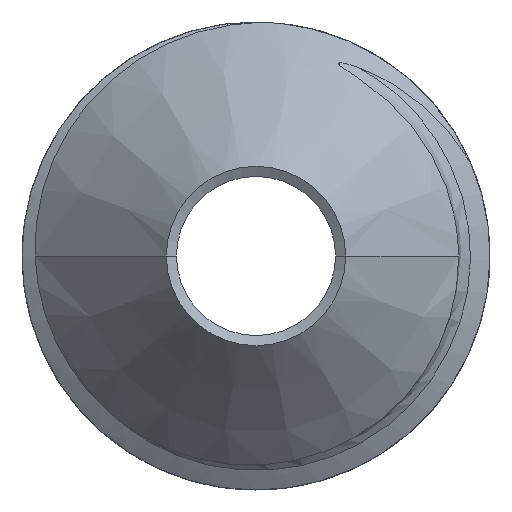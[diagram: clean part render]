
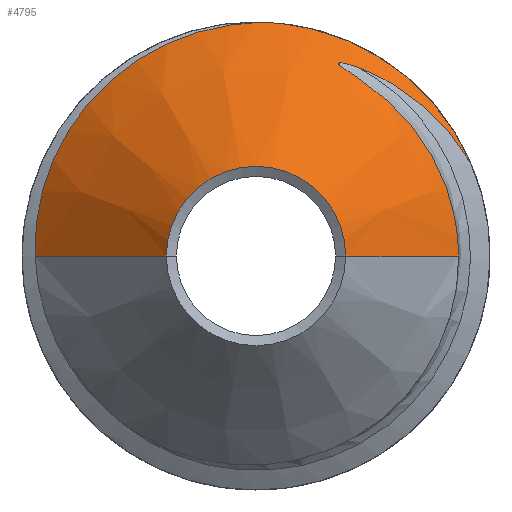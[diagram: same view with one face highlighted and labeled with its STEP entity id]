
A CAD part, left-side view. The second image highlights one B-rep face of the part: STEP entity #4795.
In plain terms, the highlighted conical face has half-angle 45 degrees and reference radius 1.038 mm.
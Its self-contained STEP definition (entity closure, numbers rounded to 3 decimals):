
#781=CARTESIAN_POINT('',(0.925,0.,0.));
#782=DIRECTION('',(1.,0.,0.));
#783=DIRECTION('',(0.,-0.094,0.996));
#784=AXIS2_PLACEMENT_3D('',#781,#782,#783);
#1877=CARTESIAN_POINT('',(0.841,1.416,0.));
#1878=CARTESIAN_POINT('',(0.844,1.419,
0.072));
#1879=CARTESIAN_POINT('',(0.849,1.413,
0.216));
#1880=CARTESIAN_POINT('',(0.856,1.37,
0.433));
#1881=CARTESIAN_POINT('',(0.864,1.295,
0.642));
#1882=CARTESIAN_POINT('',(0.872,1.189,
0.834));
#1883=CARTESIAN_POINT('',(0.879,1.057,1.007));
#1884=CARTESIAN_POINT('',(0.887,0.898,
1.161));
#1885=CARTESIAN_POINT('',(0.895,0.719,
1.288));
#1886=CARTESIAN_POINT('',(0.902,0.52,
1.388));
#1887=CARTESIAN_POINT('',(0.91,0.31,
1.458));
#1888=CARTESIAN_POINT('',(0.917,0.086,
1.496));
#1889=CARTESIAN_POINT('',(0.922,-0.065,
1.498));
#1890=CARTESIAN_POINT('',(0.925,-0.141,1.493));
#1965=DIRECTION('',(0.707,0.707,0.));
#1966=VECTOR('',#1965,1.189);
#1967=CARTESIAN_POINT('',(0.,0.575,0.));
#1968=LINE('',#1967,#1966);
#1969=DIRECTION('',(0.707,-0.707,0.));
#1970=VECTOR('',#1969,1.024);
#1971=CARTESIAN_POINT('',(0.,-0.575,0.));
#1972=LINE('',#1971,#1970);
#1973=CARTESIAN_POINT('',(0.,0.,0.));
#1974=DIRECTION('',(1.,0.,0.));
#1975=DIRECTION('',(0.,1.,0.));
#1976=AXIS2_PLACEMENT_3D('',#1973,#1974,#1975);
#2086=CARTESIAN_POINT('',(0.8,-0.658,1.208));
#2087=CARTESIAN_POINT('',(0.799,-0.653,
1.209));
#2088=CARTESIAN_POINT('',(0.798,-0.644,
1.213));
#2089=CARTESIAN_POINT('',(0.796,-0.632,
1.217));
#2090=CARTESIAN_POINT('',(0.794,-0.621,
1.22));
#2091=CARTESIAN_POINT('',(0.793,-0.611,
1.224));
#2092=CARTESIAN_POINT('',(0.791,-0.601,
1.227));
#2093=CARTESIAN_POINT('',(0.789,-0.592,
1.229));
#2094=CARTESIAN_POINT('',(0.788,-0.584,
1.231));
#2095=CARTESIAN_POINT('',(0.786,-0.576,
1.233));
#2096=CARTESIAN_POINT('',(0.784,-0.568,
1.235));
#2097=CARTESIAN_POINT('',(0.782,-0.561,
1.236));
#2098=CARTESIAN_POINT('',(0.78,-0.554,
1.237));
#2099=CARTESIAN_POINT('',(0.778,-0.548,
1.237));
#2100=CARTESIAN_POINT('',(0.776,-0.542,
1.238));
#2101=CARTESIAN_POINT('',(0.774,-0.537,
1.238));
#2102=CARTESIAN_POINT('',(0.771,-0.532,
1.237));
#2103=CARTESIAN_POINT('',(0.768,-0.529,
1.234));
#2104=CARTESIAN_POINT('',(0.765,-0.53,
1.231));
#2105=CARTESIAN_POINT('',(0.763,-0.532,
1.227));
#2106=CARTESIAN_POINT('',(0.761,-0.535,
1.224));
#2107=CARTESIAN_POINT('',(0.759,-0.538,
1.221));
#2108=CARTESIAN_POINT('',(0.757,-0.542,
1.217));
#2109=CARTESIAN_POINT('',(0.756,-0.546,
1.214));
#2110=CARTESIAN_POINT('',(0.755,-0.551,
1.21));
#2111=CARTESIAN_POINT('',(0.754,-0.556,
1.206));
#2112=CARTESIAN_POINT('',(0.752,-0.562,
1.202));
#2113=CARTESIAN_POINT('',(0.751,-0.569,
1.198));
#2114=CARTESIAN_POINT('',(0.75,-0.576,
1.193));
#2115=CARTESIAN_POINT('',(0.749,-0.584,
1.188));
#2116=CARTESIAN_POINT('',(0.747,-0.592,
1.182));
#2117=CARTESIAN_POINT('',(0.746,-0.601,
1.177));
#2118=CARTESIAN_POINT('',(0.745,-0.611,
1.17));
#2119=CARTESIAN_POINT('',(0.744,-0.622,
1.163));
#2120=CARTESIAN_POINT('',(0.743,-0.633,
1.156));
#2121=CARTESIAN_POINT('',(0.741,-0.645,
1.147));
#2122=CARTESIAN_POINT('',(0.74,-0.658,
1.139));
#2123=CARTESIAN_POINT('',(0.739,-0.672,
1.13));
#2124=CARTESIAN_POINT('',(0.738,-0.687,
1.119));
#2125=CARTESIAN_POINT('',(0.737,-0.702,
1.108));
#2126=CARTESIAN_POINT('',(0.736,-0.719,
1.096));
#2127=CARTESIAN_POINT('',(0.735,-0.737,
1.083));
#2128=CARTESIAN_POINT('',(0.734,-0.757,
1.068));
#2129=CARTESIAN_POINT('',(0.733,-0.778,
1.051));
#2130=CARTESIAN_POINT('',(0.731,-0.801,
1.033));
#2131=CARTESIAN_POINT('',(0.73,-0.825,
1.012));
#2132=CARTESIAN_POINT('',(0.729,-0.851,
0.989));
#2133=CARTESIAN_POINT('',(0.728,-0.878,
0.964));
#2134=CARTESIAN_POINT('',(0.727,-0.907,
0.935));
#2135=CARTESIAN_POINT('',(0.726,-0.937,
0.903));
#2136=CARTESIAN_POINT('',(0.726,-0.969,
0.868));
#2137=CARTESIAN_POINT('',(0.725,-1.002,
0.828));
#2138=CARTESIAN_POINT('',(0.724,-1.036,
0.784));
#2139=CARTESIAN_POINT('',(0.723,-1.071,
0.734));
#2140=CARTESIAN_POINT('',(0.723,-1.107,
0.679));
#2141=CARTESIAN_POINT('',(0.722,-1.143,
0.615));
#2142=CARTESIAN_POINT('',(0.722,-1.179,
0.543));
#2143=CARTESIAN_POINT('',(0.722,-1.214,
0.46));
#2144=CARTESIAN_POINT('',(0.722,-1.246,
0.366));
#2145=CARTESIAN_POINT('',(0.722,-1.273,
0.259));
#2146=CARTESIAN_POINT('',(0.723,-1.293,
0.138));
#2147=CARTESIAN_POINT('',(0.724,-1.299,
0.047));
#2148=CARTESIAN_POINT('',(0.724,-1.299,
0.));
#2241=CARTESIAN_POINT('',(0.925,-1.377,0.595));
#2242=CARTESIAN_POINT('',(0.917,-1.343,
0.653));
#2243=CARTESIAN_POINT('',(0.9,-1.268,
0.761));
#2244=CARTESIAN_POINT('',(0.875,-1.138,
0.906));
#2245=CARTESIAN_POINT('',(0.85,-0.99,
1.031));
#2246=CARTESIAN_POINT('',(0.825,-0.83,
1.133));
#2247=CARTESIAN_POINT('',(0.808,-0.716,
1.186));
#2248=CARTESIAN_POINT('',(0.8,-0.658,1.208));
#2484=CARTESIAN_POINT('',(0.,0.575,0.));
#2485=CARTESIAN_POINT('',(0.841,1.416,0.));
#2486=VERTEX_POINT('',#2484);
#2487=VERTEX_POINT('',#2485);
#2488=CARTESIAN_POINT('',(0.,-0.575,0.));
#2489=CARTESIAN_POINT('',(0.724,-1.299,
0.));
#2490=VERTEX_POINT('',#2488);
#2491=VERTEX_POINT('',#2489);
#2524=CARTESIAN_POINT('',(0.925,-0.141,1.493));
#2525=CARTESIAN_POINT('',(0.925,-1.377,0.595));
#2526=VERTEX_POINT('',#2524);
#2527=VERTEX_POINT('',#2525);
#2541=VERTEX_POINT('',#2086);
#4776=CARTESIAN_POINT('',(0.463,0.,0.));
#4777=DIRECTION('',(1.,0.,0.));
#4778=DIRECTION('',(0.,-1.,0.));
#4779=AXIS2_PLACEMENT_3D('',#4776,#4777,#4778);
#4780=CONICAL_SURFACE('',#4779,1.038,45.);
#4782=ORIENTED_EDGE('',*,*,#4781,.T.);
#4783=ORIENTED_EDGE('',*,*,#4764,.T.);
#4784=ORIENTED_EDGE('',*,*,#2743,.T.);
#4786=ORIENTED_EDGE('',*,*,#4785,.T.);
#4788=ORIENTED_EDGE('',*,*,#4787,.T.);
#4790=ORIENTED_EDGE('',*,*,#4789,.F.);
#4792=ORIENTED_EDGE('',*,*,#4791,.F.);
#4793=EDGE_LOOP('',(#4782,#4783,#4784,#4786,#4788,#4790,#4792));
#4794=FACE_OUTER_BOUND('',#4793,.F.);
#785=CIRCLE('',#784,1.5);
#1891=B_SPLINE_CURVE_WITH_KNOTS('',3,(#1877,#1878,#1879,#1880,#1881,#1882,#1883,
#1884,#1885,#1886,#1887,#1888,#1889,#1890),.UNSPECIFIED.,.F.,.F.,(4,1,1,1,1,1,1,
1,1,1,1,4),(0.,0.091,0.182,0.273,
0.364,0.455,0.545,0.636,
0.727,0.818,0.909,1.),.UNSPECIFIED.);
#1977=CIRCLE('',#1976,0.575);
#2149=B_SPLINE_CURVE_WITH_KNOTS('',3,(#2086,#2087,#2088,#2089,#2090,#2091,#2092,
#2093,#2094,#2095,#2096,#2097,#2098,#2099,#2100,#2101,#2102,#2103,#2104,#2105,
#2106,#2107,#2108,#2109,#2110,#2111,#2112,#2113,#2114,#2115,#2116,#2117,#2118,
#2119,#2120,#2121,#2122,#2123,#2124,#2125,#2126,#2127,#2128,#2129,#2130,#2131,
#2132,#2133,#2134,#2135,#2136,#2137,#2138,#2139,#2140,#2141,#2142,#2143,#2144,
#2145,#2146,#2147,#2148),.UNSPECIFIED.,.F.,.F.,(4,1,1,1,1,1,1,1,1,1,1,1,1,1,1,1,
1,1,1,1,1,1,1,1,1,1,1,1,1,1,1,1,1,1,1,1,1,1,1,1,1,1,1,1,1,1,1,1,1,1,1,1,1,1,1,1,
1,1,1,1,4),(0.,0.017,0.033,0.05,0.067,
0.083,0.1,0.117,0.133,0.15,
0.167,0.183,0.2,0.217,0.233,
0.25,0.267,0.283,0.3,0.317,
0.333,0.35,0.367,0.383,0.4,
0.417,0.433,0.45,0.467,0.483,
0.5,0.517,0.533,0.55,0.567,
0.583,0.6,0.617,0.633,0.65,
0.667,0.683,0.7,0.717,0.733,
0.75,0.767,0.783,0.8,0.817,
0.833,0.85,0.867,0.883,0.9,
0.917,0.933,0.95,0.967,0.983,
1.),.UNSPECIFIED.);
#2249=B_SPLINE_CURVE_WITH_KNOTS('',3,(#2241,#2242,#2243,#2244,#2245,#2246,#2247,
#2248),.UNSPECIFIED.,.F.,.F.,(4,1,1,1,1,4),(0.,0.2,0.4,0.6,0.8,1.),
.UNSPECIFIED.);
#2743=EDGE_CURVE('',#2526,#2527,#785,.T.);
#4764=EDGE_CURVE('',#2487,#2526,#1891,.T.);
#4781=EDGE_CURVE('',#2486,#2487,#1968,.T.);
#4785=EDGE_CURVE('',#2527,#2541,#2249,.T.);
#4787=EDGE_CURVE('',#2541,#2491,#2149,.T.);
#4789=EDGE_CURVE('',#2490,#2491,#1972,.T.);
#4791=EDGE_CURVE('',#2486,#2490,#1977,.T.);
#4795=ADVANCED_FACE('',(#4794),#4780,.T.);
